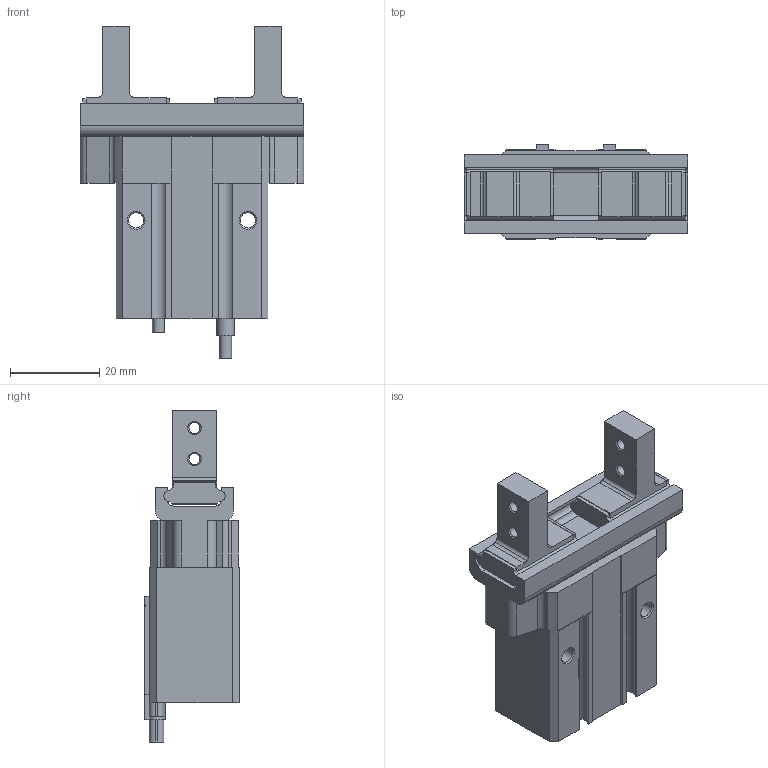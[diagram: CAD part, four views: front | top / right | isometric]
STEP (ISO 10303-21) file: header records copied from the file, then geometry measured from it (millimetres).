
FILE_DESCRIPTION( ( 'STEP AP203' ), '1' );
FILE_NAME( 'JMHZ2-16D-M9B(40_0).stp', '2021-10-15T05:06:29', ( 'License CC BY-ND 4.0' ), ( 'CADENAS' ), ' ', 'PARTsolutions', ' ' );
FILE_SCHEMA( ( 'CONFIG_CONTROL_DESIGN' ) );
Length unit declared in the file: millimetre
Products named in the file (4): JMHZ2-16D-M9B(40_0); _JMHZ2-16D(0)_BODY; _JMHZ2-16D(0)_FINGER; _D-M9B_JMHZ2
Assembly tree (5 placements, depth 2):
  JMHZ2-16D-M9B(40_0)
    _JMHZ2-16D(0)_BODY
    _JMHZ2-16D(0)_FINGER  x2
    _D-M9B_JMHZ2  x2
Bounding box: 50 x 21.1 x 74.31 mm (x, y, z)
Volume: 35180.9 mm3; surface area: 12981.1 mm2
Topology: 5 solids, 5 shells, 226 faces, 584 edges, 380 vertices
Faces by surface type: plane 152, cylinder 54, cone 20
Full cylindrical faces by diameter (mm): 2.459 x4, 2.5 x2, 3 x1, 3.242 x2, 3.4 x2, 4.134 x2, 17 x1
Entity records: 5107 total; most frequent: CARTESIAN_POINT 862, DIRECTION 850, ORIENTED_EDGE 812, EDGE_CURVE 406, LINE 310, VECTOR 310, VERTEX_POINT 282, AXIS2_PLACEMENT_3D 270
